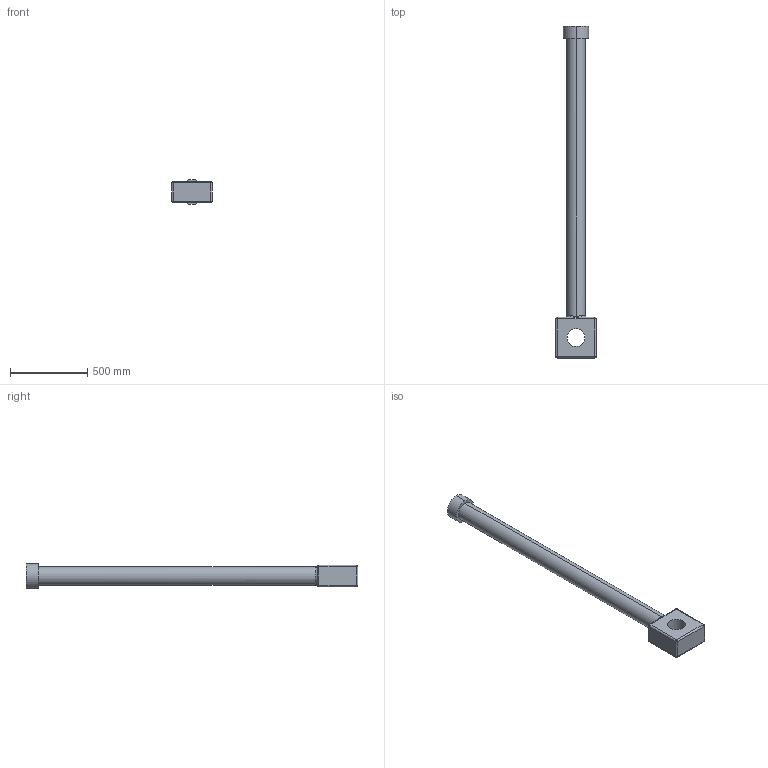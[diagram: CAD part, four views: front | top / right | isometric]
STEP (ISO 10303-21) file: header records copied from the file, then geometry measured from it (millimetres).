
FILE_DESCRIPTION (( 'STEP AP203' ), '1' );
FILE_NAME ('13. Piston 03_Default_sldprt.STEP', '2023-03-20T07:54:09', ( '' ), ( '' ), 'SwSTEP 2.0', 'SolidWorks 2019', '' );
FILE_SCHEMA (( 'CONFIG_CONTROL_DESIGN' ));
Length unit declared in the file: millimetre
Products named in the file (1): 13. Piston 03_Default_sldprt
Bounding box: 262.5 x 2142.5 x 161.5 mm (x, y, z)
Volume: 30506347.8 mm3; surface area: 1043692 mm2
Topology: 1 solids, 1 shells, 47 faces, 108 edges, 56 vertices
Faces by surface type: cylinder 20, plane 9, sphere 8, bspline 8, torus 2
Entity records: 1725 total; most frequent: CARTESIAN_POINT 664, DIRECTION 214, ORIENTED_EDGE 200, EDGE_CURVE 100, AXIS2_PLACEMENT_3D 90, VERTEX_POINT 56, CIRCLE 50, EDGE_LOOP 50
